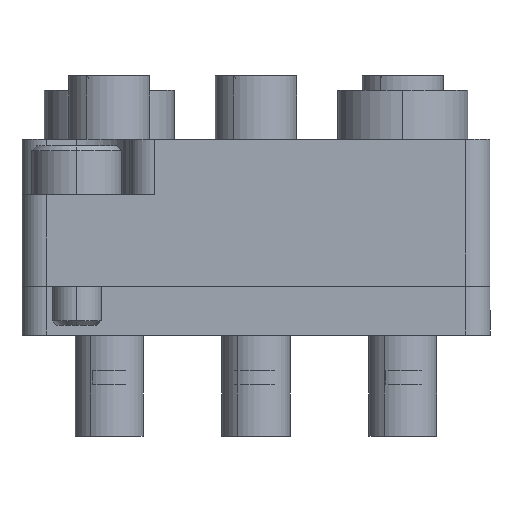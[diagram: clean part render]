
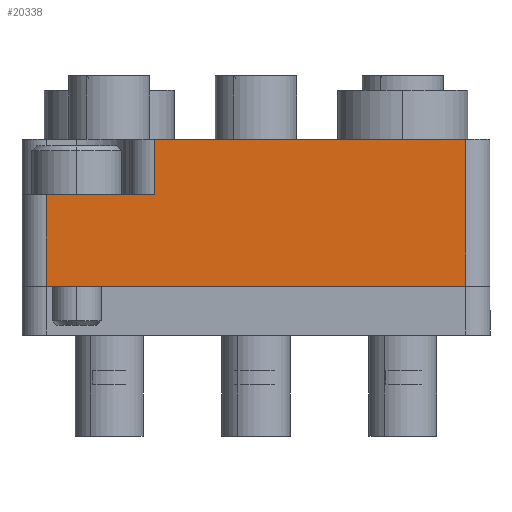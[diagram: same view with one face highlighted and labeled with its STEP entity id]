
A CAD part, front view. The second image highlights one B-rep face of the part: STEP entity #20338.
In plain terms, the highlighted face is planar.
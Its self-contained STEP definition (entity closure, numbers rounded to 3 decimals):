
#222 = CARTESIAN_POINT ( 'NONE',  ( 30., 0., 14.35 ) ) ;
#275 = ORIENTED_EDGE ( 'NONE', *, *, #10404, .T. ) ;
#822 = EDGE_LOOP ( 'NONE', ( #15718, #17057, #18174, #19942, #13339, #275 ) ) ;
#962 = VECTOR ( 'NONE', #20418, 1000. ) ;
#995 = CARTESIAN_POINT ( 'NONE',  ( 30., 0., -12.85 ) ) ;
#1225 = VECTOR ( 'NONE', #12791, 1000. ) ;
#1349 = CARTESIAN_POINT ( 'NONE',  ( 30., 5.6, 6.25 ) ) ;
#1837 = VERTEX_POINT ( 'NONE', #5205 ) ;
#3058 = VERTEX_POINT ( 'NONE', #1349 ) ;
#3167 = VECTOR ( 'NONE', #9414, 1000. ) ;
#3588 = VERTEX_POINT ( 'NONE', #5894 ) ;
#4180 = LINE ( 'NONE', #19017, #962 ) ;
#4236 = VECTOR ( 'NONE', #8295, 1000. ) ;
#4388 = VECTOR ( 'NONE', #8496, 1000. ) ;
#4986 = LINE ( 'NONE', #17890, #20009 ) ;
#5030 = PLANE ( 'NONE',  #13639 ) ;
#5205 = CARTESIAN_POINT ( 'NONE',  ( 30., 5.6, 12.85 ) ) ;
#5894 = CARTESIAN_POINT ( 'NONE',  ( 30., 9., -12.85 ) ) ;
#7286 = CARTESIAN_POINT ( 'NONE',  ( 30., 0., 12.85 ) ) ;
#7803 = EDGE_CURVE ( 'NONE', #8301, #3588, #12532, .T. ) ;
#8295 = DIRECTION ( 'NONE',  ( 0., 1., 0. ) ) ;
#8301 = VERTEX_POINT ( 'NONE', #9173 ) ;
#8496 = DIRECTION ( 'NONE',  ( 0., 0., -1. ) ) ;
#8608 = LINE ( 'NONE', #222, #4388 ) ;
#9173 = CARTESIAN_POINT ( 'NONE',  ( 30., 9., 6.25 ) ) ;
#9414 = DIRECTION ( 'NONE',  ( 0., 0., -1. ) ) ;
#9451 = CARTESIAN_POINT ( 'NONE',  ( 30., 5.6, 6.25 ) ) ;
#10404 = EDGE_CURVE ( 'NONE', #1837, #12787, #4986, .T. ) ;
#11665 = EDGE_CURVE ( 'NONE', #11747, #3588, #16456, .T. ) ;
#11722 = CARTESIAN_POINT ( 'NONE',  ( 30., 9., -12.85 ) ) ;
#11747 = VERTEX_POINT ( 'NONE', #995 ) ;
#12532 = LINE ( 'NONE', #15968, #3167 ) ;
#12787 = VERTEX_POINT ( 'NONE', #7286 ) ;
#12791 = DIRECTION ( 'NONE',  ( 0., -1., 0. ) ) ;
#13339 = ORIENTED_EDGE ( 'NONE', *, *, #21023, .F. ) ;
#13418 = CARTESIAN_POINT ( 'NONE',  ( 30., 9., 14.35 ) ) ;
#13639 = AXIS2_PLACEMENT_3D ( 'NONE', #13418, #14611, #19761 ) ;
#14459 = EDGE_CURVE ( 'NONE', #8301, #3058, #19563, .T. ) ;
#14611 = DIRECTION ( 'NONE',  ( 1., 0., 0. ) ) ;
#15718 = ORIENTED_EDGE ( 'NONE', *, *, #21013, .T. ) ;
#15968 = CARTESIAN_POINT ( 'NONE',  ( 30., 9., 14.35 ) ) ;
#16456 = LINE ( 'NONE', #11722, #4236 ) ;
#17057 = ORIENTED_EDGE ( 'NONE', *, *, #11665, .T. ) ;
#17504 = FACE_OUTER_BOUND ( 'NONE', #822, .T. ) ;
#17890 = CARTESIAN_POINT ( 'NONE',  ( 30., 0., 12.85 ) ) ;
#18174 = ORIENTED_EDGE ( 'NONE', *, *, #7803, .F. ) ;
#19017 = CARTESIAN_POINT ( 'NONE',  ( 30., 5.6, 7.75 ) ) ;
#19563 = LINE ( 'NONE', #9451, #1225 ) ;
#19761 = DIRECTION ( 'NONE',  ( 0., 1., 0. ) ) ;
#19942 = ORIENTED_EDGE ( 'NONE', *, *, #14459, .T. ) ;
#20009 = VECTOR ( 'NONE', #21207, 1000. ) ;
#20338 = ADVANCED_FACE ( 'NONE', ( #17504 ), #5030, .T. ) ;
#20418 = DIRECTION ( 'NONE',  ( 0., 0., -1. ) ) ;
#21013 = EDGE_CURVE ( 'NONE', #12787, #11747, #8608, .T. ) ;
#21023 = EDGE_CURVE ( 'NONE', #1837, #3058, #4180, .T. ) ;
#21207 = DIRECTION ( 'NONE',  ( 0., -1., 0. ) ) ;
